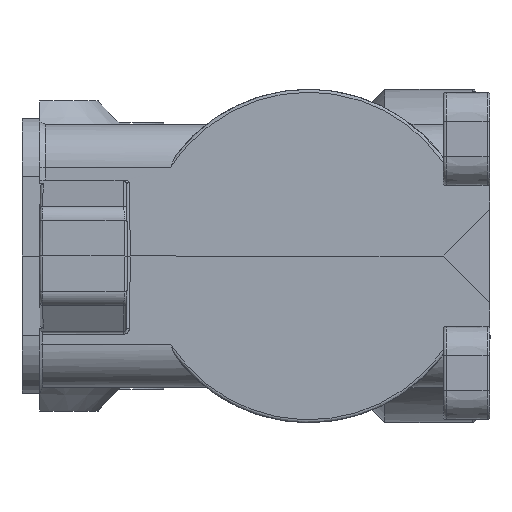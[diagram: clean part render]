
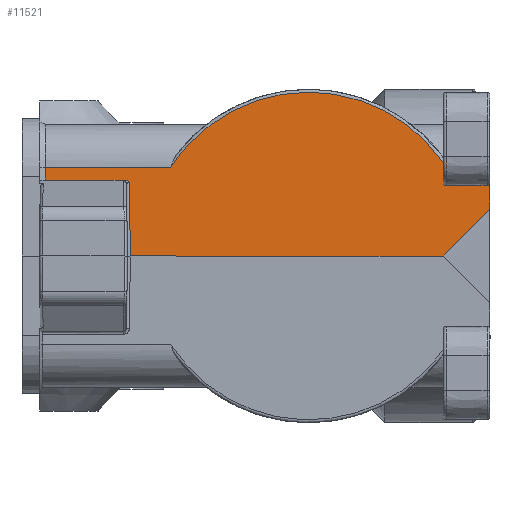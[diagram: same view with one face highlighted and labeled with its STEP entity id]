
A CAD part, left-side view. The second image highlights one B-rep face of the part: STEP entity #11521.
In plain terms, the highlighted planar face has unit normal (-1, 0, 0.009).
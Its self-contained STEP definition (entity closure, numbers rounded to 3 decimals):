
#84=DIRECTION('',(0.,1.,0.));
#85=VECTOR('',#84,13.623);
#86=CARTESIAN_POINT('',(-59.387,54.377,12.991));
#87=LINE('',#86,#85);
#93=CARTESIAN_POINT('',(-59.387,54.377,12.991));
#216=CARTESIAN_POINT('',(-59.5,53.5,0.));
#218=CARTESIAN_POINT('',(-59.39,53.61,12.607));
#421=DIRECTION('',(0.,1.,0.));
#422=VECTOR('',#421,53.5);
#423=CARTESIAN_POINT('',(-59.5,0.,0.));
#424=LINE('',#423,#422);
#794=DIRECTION('',(-0.009,0.,-1.));
#795=VECTOR('',#794,4.566);
#796=CARTESIAN_POINT('',(-59.39,-8.,12.565));
#797=LINE('',#796,#795);
#889=CARTESIAN_POINT('',(-59.395,-0.504,
12.004));
#890=CARTESIAN_POINT('',(-59.395,-0.434,
12.004));
#891=CARTESIAN_POINT('',(-59.395,-0.306,
12.03));
#892=CARTESIAN_POINT('',(-59.394,-0.139,
12.14));
#893=CARTESIAN_POINT('',(-59.393,-0.027,
12.306));
#894=CARTESIAN_POINT('',(-59.391,0.,12.434));
#895=CARTESIAN_POINT('',(-59.391,0.,12.504));
#897=DIRECTION('',(0.,1.,-0.009));
#898=VECTOR('',#897,7.);
#899=CARTESIAN_POINT('',(-59.395,-7.504,12.065));
#900=LINE('',#899,#898);
#901=CARTESIAN_POINT('',(-59.39,-8.,12.565));
#902=CARTESIAN_POINT('',(-59.392,-8.,12.4));
#903=CARTESIAN_POINT('',(-59.394,-7.875,12.193));
#904=CARTESIAN_POINT('',(-59.395,-7.67,12.067));
#905=CARTESIAN_POINT('',(-59.395,-7.504,12.065));
#907=DIRECTION('',(-0.009,-0.009,-1.));
#908=VECTOR('',#907,12.608);
#909=CARTESIAN_POINT('',(-59.39,53.61,12.607));
#910=LINE('',#909,#908);
#911=CARTESIAN_POINT('',(-59.361,0.,15.974));
#912=CARTESIAN_POINT('',(-59.328,2.617,19.743));
#913=CARTESIAN_POINT('',(-59.273,9.74,25.965));
#914=CARTESIAN_POINT('',(-59.246,23.567,29.15));
#915=CARTESIAN_POINT('',(-59.278,37.258,25.43));
#916=CARTESIAN_POINT('',(-59.335,44.135,18.935));
#917=CARTESIAN_POINT('',(-59.369,46.604,15.067));
#950=DIRECTION('',(-0.009,0.,-1.));
#951=VECTOR('',#950,3.47);
#952=CARTESIAN_POINT('',(-59.361,0.,15.974));
#953=LINE('',#952,#951);
#986=CARTESIAN_POINT('',(-59.369,46.604,15.067));
#995=DIRECTION('',(0.,-1.,0.));
#996=VECTOR('',#995,21.396);
#997=CARTESIAN_POINT('',(-59.369,68.,15.065));
#998=LINE('',#997,#996);
#1016=DIRECTION('',(0.009,0.,1.));
#1017=VECTOR('',#1016,2.078);
#1018=CARTESIAN_POINT('',(-59.387,68.,12.987));
#1019=LINE('',#1018,#1017);
#7784=DIRECTION('',(-0.006,0.707,-0.707));
#7785=VECTOR('',#7784,11.314);
#7786=CARTESIAN_POINT('',(-59.43,-8.,8.));
#7787=LINE('',#7786,#7785);
#7793=CARTESIAN_POINT('',(-59.39,53.61,12.607));
#7794=CARTESIAN_POINT('',(-59.389,53.691,12.689));
#7795=CARTESIAN_POINT('',(-59.388,53.853,12.829));
#7796=CARTESIAN_POINT('',(-59.386,54.125,12.971));
#7797=CARTESIAN_POINT('',(-59.387,54.3,12.991));
#7798=CARTESIAN_POINT('',(-59.387,54.377,12.991));
#8488=CARTESIAN_POINT('',(-59.395,-7.504,
12.065));
#8489=VERTEX_POINT('',#8488);
#8490=VERTEX_POINT('',#901);
#8492=CARTESIAN_POINT('',(-59.391,0.,12.504));
#8494=VERTEX_POINT('',#8492);
#8495=VERTEX_POINT('',#889);
#9517=CARTESIAN_POINT('',(-59.369,68.,15.065));
#9518=VERTEX_POINT('',#9517);
#9530=VERTEX_POINT('',#216);
#9537=VERTEX_POINT('',#986);
#9540=CARTESIAN_POINT('',(-59.387,68.,12.987));
#9541=VERTEX_POINT('',#9540);
#9544=VERTEX_POINT('',#93);
#9545=VERTEX_POINT('',#218);
#9546=CARTESIAN_POINT('',(-59.43,-8.,8.));
#9547=CARTESIAN_POINT('',(-59.5,0.,0.));
#9548=VERTEX_POINT('',#9546);
#9549=VERTEX_POINT('',#9547);
#9552=CARTESIAN_POINT('',(-59.361,0.,
15.974));
#9553=VERTEX_POINT('',#9552);
#11493=CARTESIAN_POINT('',(-59.5,0.,0.));
#11494=DIRECTION('',(-1.,0.,0.009));
#11495=DIRECTION('',(0.009,0.,1.));
#11496=AXIS2_PLACEMENT_3D('',#11493,#11494,#11495);
#11497=PLANE('',#11496);
#11499=ORIENTED_EDGE('',*,*,#11498,.T.);
#11501=ORIENTED_EDGE('',*,*,#11500,.F.);
#11503=ORIENTED_EDGE('',*,*,#11502,.F.);
#11504=ORIENTED_EDGE('',*,*,#11486,.F.);
#11505=ORIENTED_EDGE('',*,*,#11406,.T.);
#11507=ORIENTED_EDGE('',*,*,#11506,.T.);
#11508=ORIENTED_EDGE('',*,*,#10871,.T.);
#11509=ORIENTED_EDGE('',*,*,#10577,.F.);
#11511=ORIENTED_EDGE('',*,*,#11510,.T.);
#11512=ORIENTED_EDGE('',*,*,#10304,.T.);
#11514=ORIENTED_EDGE('',*,*,#11513,.T.);
#11516=ORIENTED_EDGE('',*,*,#11515,.T.);
#11518=ORIENTED_EDGE('',*,*,#11517,.F.);
#11519=EDGE_LOOP('',(#11499,#11501,#11503,#11504,#11505,#11507,#11508,#11509,
#11511,#11512,#11514,#11516,#11518));
#11520=FACE_OUTER_BOUND('',#11519,.F.);
#11521=ADVANCED_FACE('',(#11520),#11497,.T.);
#896=B_SPLINE_CURVE_WITH_KNOTS('',3,(#889,#890,#891,#892,#893,#894,#895),
.UNSPECIFIED.,.F.,.F.,(4,1,1,1,4),(0.,0.25,0.5,0.75,1.),
.UNSPECIFIED.);
#906=B_SPLINE_CURVE_WITH_KNOTS('',3,(#901,#902,#903,#904,#905),.UNSPECIFIED.,
.F.,.F.,(4,1,4),(0.,0.5,1.),.UNSPECIFIED.);
#918=B_SPLINE_CURVE_WITH_KNOTS('',3,(#911,#912,#913,#914,#915,#916,#917),
.UNSPECIFIED.,.F.,.F.,(4,1,1,1,4),(0.,0.25,0.5,0.75,1.),
.UNSPECIFIED.);
#7799=B_SPLINE_CURVE_WITH_KNOTS('',3,(#7793,#7794,#7795,#7796,#7797,#7798),
.UNSPECIFIED.,.F.,.F.,(4,1,1,4),(0.,0.333,0.667,1.),
.UNSPECIFIED.);
#10304=EDGE_CURVE('',#9544,#9541,#87,.T.);
#10577=EDGE_CURVE('',#9545,#9530,#910,.T.);
#10871=EDGE_CURVE('',#9549,#9530,#424,.T.);
#11406=EDGE_CURVE('',#8490,#9548,#797,.T.);
#11486=EDGE_CURVE('',#8490,#8489,#906,.T.);
#11498=EDGE_CURVE('',#9553,#8494,#953,.T.);
#11500=EDGE_CURVE('',#8495,#8494,#896,.T.);
#11502=EDGE_CURVE('',#8489,#8495,#900,.T.);
#11506=EDGE_CURVE('',#9548,#9549,#7787,.T.);
#11510=EDGE_CURVE('',#9545,#9544,#7799,.T.);
#11513=EDGE_CURVE('',#9541,#9518,#1019,.T.);
#11515=EDGE_CURVE('',#9518,#9537,#998,.T.);
#11517=EDGE_CURVE('',#9553,#9537,#918,.T.);
